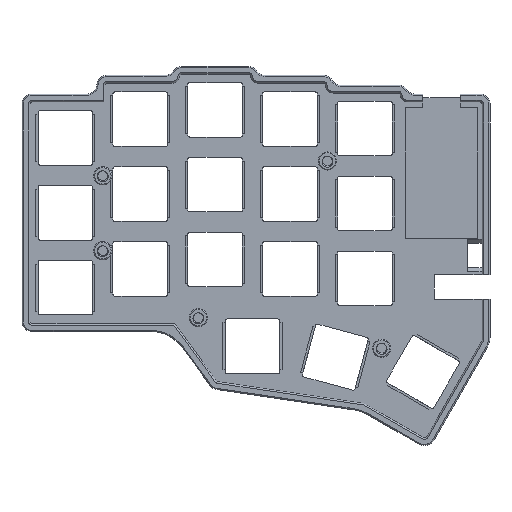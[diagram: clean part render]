
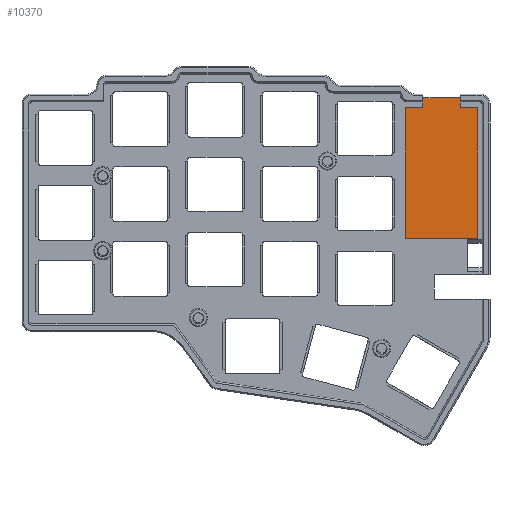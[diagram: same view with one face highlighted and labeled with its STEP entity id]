
A CAD part, front view. The second image highlights one B-rep face of the part: STEP entity #10370.
In plain terms, the highlighted planar face has unit normal (0, -1, 0).
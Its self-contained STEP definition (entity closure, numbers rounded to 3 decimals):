
#126=PLANE('',#10975);
#513=FACE_OUTER_BOUND('',#1084,.T.);
#1084=EDGE_LOOP('',(#7200,#7201,#7202,#7203,#7204,#7205,#7206,#7207));
#2170=LINE('',#16596,#3288);
#2172=LINE('',#16600,#3290);
#2173=LINE('',#16602,#3291);
#2174=LINE('',#16604,#3292);
#2175=LINE('',#16606,#3293);
#2176=LINE('',#16608,#3294);
#2177=LINE('',#16610,#3295);
#2178=LINE('',#16611,#3296);
#3288=VECTOR('',#11978,10.);
#3290=VECTOR('',#11982,10.);
#3291=VECTOR('',#11983,10.);
#3292=VECTOR('',#11984,10.);
#3293=VECTOR('',#11985,10.);
#3294=VECTOR('',#11986,10.);
#3295=VECTOR('',#11987,10.);
#3296=VECTOR('',#11988,10.);
#4506=VERTEX_POINT('',#16593);
#4507=VERTEX_POINT('',#16595);
#4508=VERTEX_POINT('',#16599);
#4509=VERTEX_POINT('',#16601);
#4510=VERTEX_POINT('',#16603);
#4511=VERTEX_POINT('',#16605);
#4512=VERTEX_POINT('',#16607);
#4513=VERTEX_POINT('',#16609);
#5571=EDGE_CURVE('',#4507,#4506,#2170,.T.);
#5573=EDGE_CURVE('',#4508,#4506,#2172,.T.);
#5574=EDGE_CURVE('',#4509,#4508,#2173,.T.);
#5575=EDGE_CURVE('',#4510,#4509,#2174,.T.);
#5576=EDGE_CURVE('',#4511,#4510,#2175,.T.);
#5577=EDGE_CURVE('',#4512,#4511,#2176,.T.);
#5578=EDGE_CURVE('',#4513,#4512,#2177,.T.);
#5579=EDGE_CURVE('',#4507,#4513,#2178,.T.);
#7200=ORIENTED_EDGE('',*,*,#5573,.F.);
#7201=ORIENTED_EDGE('',*,*,#5574,.F.);
#7202=ORIENTED_EDGE('',*,*,#5575,.F.);
#7203=ORIENTED_EDGE('',*,*,#5576,.F.);
#7204=ORIENTED_EDGE('',*,*,#5577,.F.);
#7205=ORIENTED_EDGE('',*,*,#5578,.F.);
#7206=ORIENTED_EDGE('',*,*,#5579,.F.);
#7207=ORIENTED_EDGE('',*,*,#5571,.T.);
#10370=ADVANCED_FACE('',(#513),#126,.T.);
#10975=AXIS2_PLACEMENT_3D('',#16598,#11980,#11981);
#11978=DIRECTION('',(-1.,0.,0.));
#11980=DIRECTION('center_axis',(0.,-1.,0.));
#11981=DIRECTION('ref_axis',(0.,0.,-1.));
#11982=DIRECTION('',(0.,0.,1.));
#11983=DIRECTION('',(1.,0.,0.));
#11984=DIRECTION('',(0.,0.,1.));
#11985=DIRECTION('',(-1.,0.,0.));
#11986=DIRECTION('',(0.,0.,-1.));
#11987=DIRECTION('',(1.,0.,0.));
#11988=DIRECTION('',(0.,0.,-1.));
#16593=CARTESIAN_POINT('',(33.73,1.9,24.375));
#16595=CARTESIAN_POINT('',(43.23,1.9,24.375));
#16596=CARTESIAN_POINT('',(33.73,1.9,24.375));
#16598=CARTESIAN_POINT('Origin',(38.48,1.9,6.575));
#16599=CARTESIAN_POINT('',(33.73,1.9,21.875));
#16600=CARTESIAN_POINT('',(33.73,1.9,15.975));
#16601=CARTESIAN_POINT('',(29.28,1.9,21.875));
#16602=CARTESIAN_POINT('',(36.105,1.9,21.875));
#16603=CARTESIAN_POINT('',(29.28,1.9,-11.225));
#16604=CARTESIAN_POINT('',(29.28,1.9,14.225));
#16605=CARTESIAN_POINT('',(47.68,1.9,-11.225));
#16606=CARTESIAN_POINT('',(33.88,1.9,-11.225));
#16607=CARTESIAN_POINT('',(47.68,1.9,21.875));
#16608=CARTESIAN_POINT('',(47.68,1.9,-2.325));
#16609=CARTESIAN_POINT('',(43.23,1.9,21.875));
#16610=CARTESIAN_POINT('',(43.08,1.9,21.875));
#16611=CARTESIAN_POINT('',(43.23,1.9,14.225));
